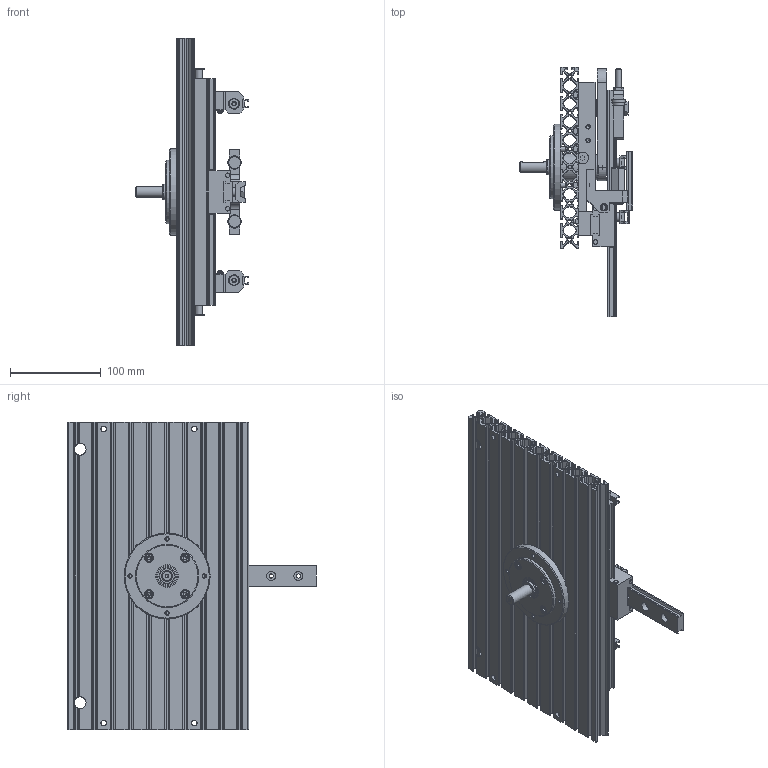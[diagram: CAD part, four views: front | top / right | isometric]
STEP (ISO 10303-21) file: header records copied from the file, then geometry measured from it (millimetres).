
FILE_DESCRIPTION(/* description */ ('STEP AP214'),/* implementation_level */ '2;1');
FILE_NAME(/* name */ '533621_HSP-25-AS',/* time_stamp */ '2024-08-29T12:27:02+02:00',/* author */ ('License CC BY-ND 4.0'),/* organization */ ('CADENAS'),/* preprocessor_version */ 'ST-DEVELOPER v19.3',/* originating_system */ 'PARTsolutions',/* authorisation */ ' ');
FILE_SCHEMA (('AUTOMOTIVE_DESIGN {1 0 10303 214 3 1 1}'));
Length unit declared in the file: millimetre
Products named in the file (37): 533621 HSP-25-AS---(1_0_0_0_0_); 533621 HSP-25-AS---(PL_0_0_0_0_0); 533621 HSP-25---(FL); DIN-625-61802(F); 533621 HSP-25---(WELLE); 533621 HSP-25---(BU_0); HSP-25---(MITN); DIN-912 - M4x10(F); DIN-912 - M5x12(F); 657683 HSP-25---(UNTERL); DIN-912 - M5x14(F); HSP-25---(KF); DIN-912 - M4x12(F); 533621 HSP-25---(KF1); HSP-25---(KF2); 657690 HSP-25---(STEG); DIN 125-1-B-8.4; DIN 439-A - M8; DIN-439-B - M6(F); 657744 HSP-25; HSP-25---(KRV); DIN-7984 - M4x12(F); 351838; 664700 Halter-(H); Sloted round nut DIN 546 M4; 189654 HMBN-5-M5; HSP-25---(KuL); DIN-912 - M5x16(F); 738450 HSP-25---(SCHR); 657691 HSP-25---(WINL); 657693 HSP-16-SCHIENE; DIN 965 M3x4; 682394 HSP-25-AE; 659428 HSP-25-DRUCKSTUECK; HSP-25---(KuR); 657692 HSP-25---(WINR); HSP-25---(KuM)
Assembly tree (87 placements, depth 2):
  533621 HSP-25-AS---(1_0_0_0_0_)
    533621 HSP-25-AS---(PL_0_0_0_0_0)
    533621 HSP-25---(FL)
    DIN-625-61802(F)  x2
    533621 HSP-25---(WELLE)
    533621 HSP-25---(BU_0)
    HSP-25---(MITN)
    DIN-912 - M4x10(F)  x2
    DIN-912 - M5x12(F)  x10
    657683 HSP-25---(UNTERL)
    DIN-912 - M5x14(F)  x5
    HSP-25---(KF)
    DIN-912 - M4x12(F)  x9
    533621 HSP-25---(KF1)
    HSP-25---(KF2)
    657690 HSP-25---(STEG)
    DIN 125-1-B-8.4
    DIN 439-A - M8
    DIN-439-B - M6(F)  x2
    657744 HSP-25  x2
    HSP-25---(KRV)
    DIN-7984 - M4x12(F)  x2
    351838  x2
    664700 Halter-(H)  x2
    Sloted round nut DIN 546 M4  x2
    189654 HMBN-5-M5  x13
    HSP-25---(KuL)
    DIN-912 - M5x16(F)  x6
    738450 HSP-25---(SCHR)  x2
    657691 HSP-25---(WINL)
    657693 HSP-16-SCHIENE  x2
    DIN 965 M3x4  x2
    682394 HSP-25-AE  x2
    659428 HSP-25-DRUCKSTUECK  x2
    HSP-25---(KuR)
    657692 HSP-25---(WINR)
    HSP-25---(KuM)
Bounding box: 125 x 275 x 340 mm (x, y, z)
Volume: 1280824.8 mm3; surface area: 727411.8 mm2
Topology: 87 solids, 87 shells, 2893 faces, 7137 edges, 4466 vertices
Faces by surface type: plane 1478, cylinder 863, cone 519, torus 20, sphere 13
Full cylindrical faces by diameter (mm): 2.161 x2, 2.459 x2, 3 x2, 3.242 x16, 4 x13, 4.134 x29, 4.2 x13, 4.5 x18, 4.917 x4, 5 x31, 5.466 x2, 5.5 x21, 5.6 x2, 6 x5, 6.3 x8, 6.4 x2, 6.647 x7, 7 x13, 8 x12, 8.4 x1, 8.5 x24, 8.6 x2, 10 x41, 10.106 x2, 12 x4, 13 x8, 14.3 x1, 14.9 x1, 15 x4, 15.1 x2
Entity records: 48567 total; most frequent: CARTESIAN_POINT 9000, DIRECTION 8110, ORIENTED_EDGE 7344, EDGE_CURVE 3672, AXIS2_PLACEMENT_3D 2985, VERTEX_POINT 2619, FACE_BOUND 2291, EDGE_LOOP 2274
